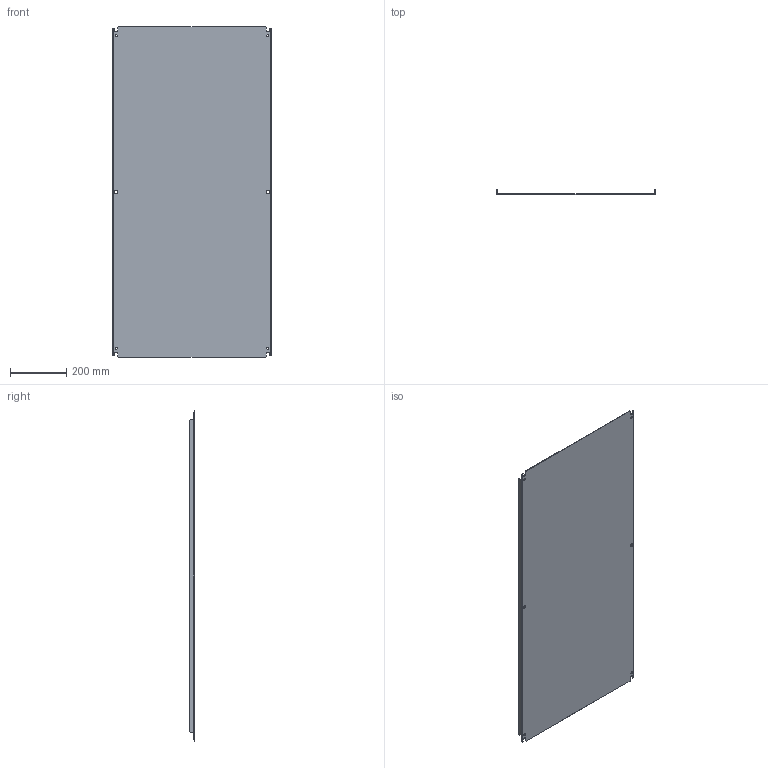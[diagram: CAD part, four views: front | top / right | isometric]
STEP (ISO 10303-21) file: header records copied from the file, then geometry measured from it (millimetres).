
FILE_DESCRIPTION (( 'STEP AP214' ), '1' );
FILE_NAME ('EP4824.step', '2019-09-05T18:06:59', ( '' ), ( '' ), 'SwSTEP 2.0', 'SolidWorks 2018', '' );
FILE_SCHEMA (( 'AUTOMOTIVE_DESIGN' ));
Length unit declared in the file: inch
Products named in the file (1): EP4824
Bounding box: 563.12 x 19.05 x 1172.72 mm (x, y, z)
Volume: 1674070.4 mm3; surface area: 1396627 mm2
Topology: 1 solids, 1 shells, 88 faces, 234 edges, 148 vertices
Faces by surface type: plane 50, cylinder 30, bspline 8
Entity records: 4546 total; most frequent: CARTESIAN_POINT 1159, ORIENTED_EDGE 468, DIRECTION 440, EDGE_CURVE 234, VECTOR 158, LINE 158, VERTEX_POINT 148, AXIS2_PLACEMENT_3D 141
